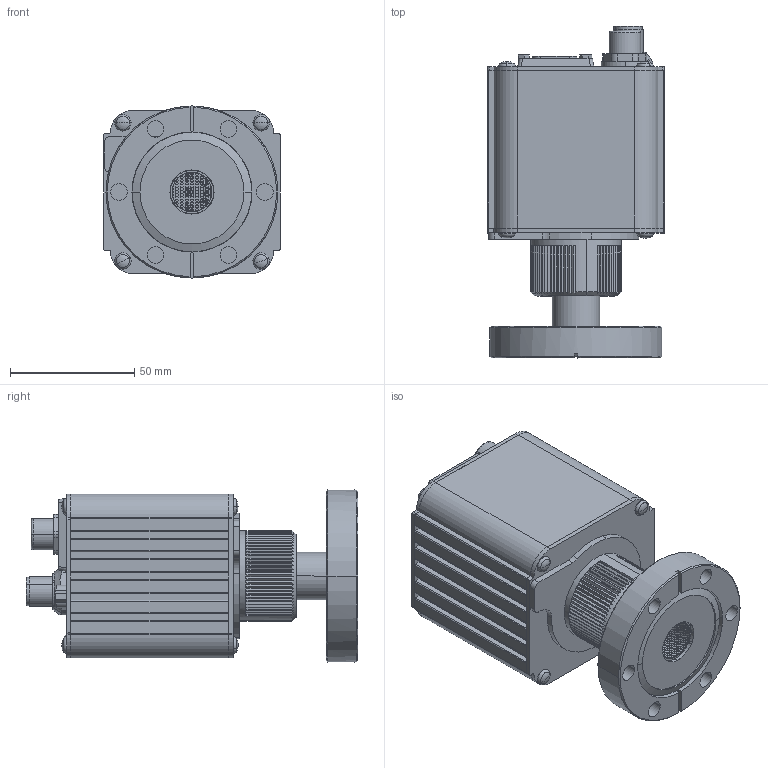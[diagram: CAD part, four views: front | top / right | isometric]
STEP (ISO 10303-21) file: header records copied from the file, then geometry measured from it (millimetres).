
FILE_DESCRIPTION (( 'STEP AP203' ), '1' );
FILE_NAME ('355620-2-TG-T-STEP.STEP', '2017-08-02T20:02:07', ( 'MKS' ), ( 'MKS' ), 'SwSTEP 2.0', 'SolidWorks 2015', '' );
FILE_SCHEMA (( 'CONFIG_CONTROL_DESIGN' ));
Length unit declared in the file: inch
Products named in the file (32): 20002574; 20001857; CONN_SHELL_STEP; 013082_013082; dnet-3552-CIO-PREASSY; 3552-DNETPWR-CONN-STEP_014484 in 3552contrl.; MIG_CONN_STEP; 220556; 20001519_STEP; DISPLAY-STEP; 355-GAUGE-ASSY_STEP; 013075; 20002598_STEP; DISPLAY-ASSY-STEP_80-0615-000; 355T-MPBA_STEP; SENSOR ASSY 2.75CF; 20002599_STEP; 20000652; 355T-PBA-STEP; 6-32-ph-srw_STEP; 20002239_STEP; 20000662-STEP; U-Stack_Assy_STEP; 355620-2-TG-T-STEP; 20002600_STEP; 390 Display w Bezel STEP; DNET_PCB_ASSY_STEP; Welded envelope 2.75CF; PCB-MT-DNET-CON_NUT; 20001345-STEP; 355-GBA-STEP; 234337_355E
Assembly tree (39 placements, depth 5):
  355620-2-TG-T-STEP
    U-Stack_Assy_STEP
      355-GAUGE-ASSY_STEP
        355-GBA-STEP
        MIG_CONN_STEP
          CONN_SHELL_STEP
      355T-MPBA_STEP
      355T-PBA-STEP
    dnet-3552-CIO-PREASSY
      DNET_PCB_ASSY_STEP
      20001345-STEP
      20001857  x2
      3552-DNETPWR-CONN-STEP_014484 in 3552contrl.
      390 Display w Bezel STEP
        DISPLAY-ASSY-STEP_80-0615-000
          DISPLAY-STEP
        20000652
        20000662-STEP
      PCB-MT-DNET-CON_NUT
      20002574
    20001519_STEP
    20002600_STEP
      20002599_STEP
        20002598_STEP
      20002239_STEP
    SENSOR ASSY 2.75CF
      Welded envelope 2.75CF
      234337_355E
      013082_013082
      220556
      013075
    6-32-ph-srw_STEP  x8
Bounding box: 71.15 x 133.78 x 69.34 mm (x, y, z)
Volume: 149035.8 mm3; surface area: 130620.2 mm2
Topology: 39 solids, 39 shells, 2996 faces, 8161 edges, 5361 vertices
Faces by surface type: plane 1992, cylinder 814, torus 86, cone 67, bspline 33, sphere 4
Entity records: 98323 total; most frequent: CARTESIAN_POINT 18023, ORIENTED_EDGE 15970, DIRECTION 15411, EDGE_CURVE 7985, LINE 5859, VECTOR 5859, VERTEX_POINT 5264, AXIS2_PLACEMENT_3D 4776
